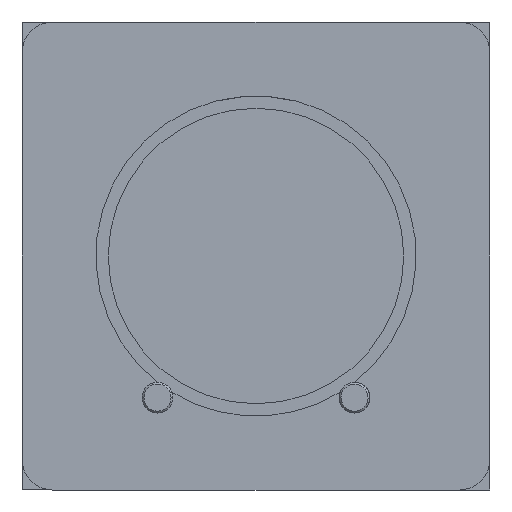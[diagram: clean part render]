
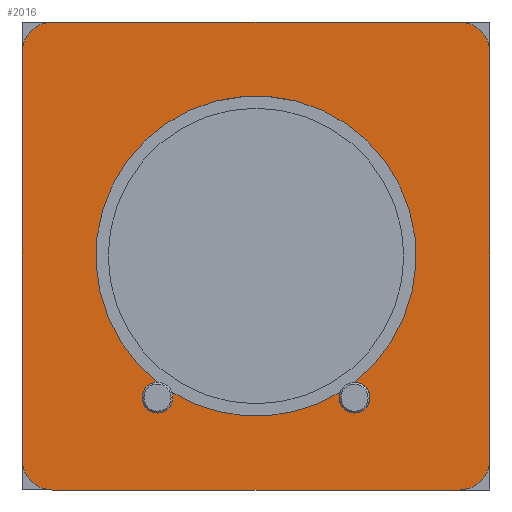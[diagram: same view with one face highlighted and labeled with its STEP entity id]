
A CAD part, front view. The second image highlights one B-rep face of the part: STEP entity #2016.
In plain terms, the highlighted planar face has unit normal (0, -1, 0).
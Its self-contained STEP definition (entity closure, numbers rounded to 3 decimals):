
#19 = ORIENTED_EDGE ( 'NONE', *, *, #2300, .F. ) ;
#22 = CARTESIAN_POINT ( 'NONE',  ( 65.073, -53.64, 6.337 ) ) ;
#128 = EDGE_CURVE ( 'NONE', #959, #1937, #3271, .T. ) ;
#218 = ORIENTED_EDGE ( 'NONE', *, *, #6319, .F. ) ;
#229 = CARTESIAN_POINT ( 'NONE',  ( 32.073, -53.64, -26.663 ) ) ;
#241 = EDGE_CURVE ( 'NONE', #5757, #2297, #1904, .T. ) ;
#617 = CARTESIAN_POINT ( 'NONE',  ( -0.927, -53.64, -59.663 ) ) ;
#622 = CARTESIAN_POINT ( 'NONE',  ( 18.414, -53.64, -48.787 ) ) ;
#773 = LINE ( 'NONE', #4990, #829 ) ;
#829 = VECTOR ( 'NONE', #5036, 1000. ) ;
#959 = VERTEX_POINT ( 'NONE', #6877 ) ;
#1039 = DIRECTION ( 'NONE',  ( 0., -1., 0. ) ) ;
#1107 = EDGE_CURVE ( 'NONE', #2297, #959, #2136, .T. ) ;
#1113 = DIRECTION ( 'NONE',  ( -1., 0., 0. ) ) ;
#1125 = CIRCLE ( 'NONE', #5982, 5. ) ;
#1274 = DIRECTION ( 'NONE',  ( 0., 0., -1. ) ) ;
#1290 = ORIENTED_EDGE ( 'NONE', *, *, #3356, .F. ) ;
#1317 = LINE ( 'NONE', #3686, #7558 ) ;
#1343 = CARTESIAN_POINT ( 'NONE',  ( -0.927, -53.64, -64.663 ) ) ;
#1465 = EDGE_CURVE ( 'NONE', #7645, #1612, #2846, .T. ) ;
#1553 = VERTEX_POINT ( 'NONE', #6864 ) ;
#1594 = CIRCLE ( 'NONE', #6889, 5. ) ;
#1612 = VERTEX_POINT ( 'NONE', #3127 ) ;
#1613 = DIRECTION ( 'NONE',  ( 0., 0., -1. ) ) ;
#1833 = CARTESIAN_POINT ( 'NONE',  ( 45.732, -53.64, -48.787 ) ) ;
#1870 = ORIENTED_EDGE ( 'NONE', *, *, #241, .F. ) ;
#1875 = CARTESIAN_POINT ( 'NONE',  ( -0.927, -53.64, -64.663 ) ) ;
#1904 = CIRCLE ( 'NONE', #4033, 26. ) ;
#1937 = VERTEX_POINT ( 'NONE', #2124 ) ;
#1977 = CIRCLE ( 'NONE', #7717, 5. ) ;
#2016 = ADVANCED_FACE ( 'NONE', ( #8682, #7187 ), #3635, .F. ) ;
#2032 = DIRECTION ( 'NONE',  ( 0., 0., 1. ) ) ;
#2038 = DIRECTION ( 'NONE',  ( 0., 1., 0. ) ) ;
#2124 = CARTESIAN_POINT ( 'NONE',  ( 16.081, -53.64, -47.163 ) ) ;
#2136 = CIRCLE ( 'NONE', #4553, 2.5 ) ;
#2137 = CARTESIAN_POINT ( 'NONE',  ( -0.927, -53.64, 11.337 ) ) ;
#2208 = AXIS2_PLACEMENT_3D ( 'NONE', #3131, #1039, #1613 ) ;
#2218 = DIRECTION ( 'NONE',  ( 0., 0., 1. ) ) ;
#2297 = VERTEX_POINT ( 'NONE', #1833 ) ;
#2300 = EDGE_CURVE ( 'NONE', #4739, #2376, #6235, .T. ) ;
#2355 = VECTOR ( 'NONE', #7897, 1000. ) ;
#2376 = VERTEX_POINT ( 'NONE', #1343 ) ;
#2502 = EDGE_CURVE ( 'NONE', #7552, #7645, #7175, .T. ) ;
#2565 = ORIENTED_EDGE ( 'NONE', *, *, #6188, .F. ) ;
#2614 = ORIENTED_EDGE ( 'NONE', *, *, #1107, .F. ) ;
#2700 = CARTESIAN_POINT ( 'NONE',  ( 16.073, -53.64, -49.663 ) ) ;
#2846 = LINE ( 'NONE', #2137, #2355 ) ;
#2894 = EDGE_CURVE ( 'NONE', #2376, #8942, #1125, .T. ) ;
#2959 = DIRECTION ( 'NONE',  ( 0., 0., 1. ) ) ;
#3019 = CARTESIAN_POINT ( 'NONE',  ( 65.073, -53.64, -59.663 ) ) ;
#3082 = ORIENTED_EDGE ( 'NONE', *, *, #6975, .F. ) ;
#3111 = DIRECTION ( 'NONE',  ( 0., 1., 0. ) ) ;
#3127 = CARTESIAN_POINT ( 'NONE',  ( 65.073, -53.64, 11.337 ) ) ;
#3131 = CARTESIAN_POINT ( 'NONE',  ( 32.073, -53.64, -26.663 ) ) ;
#3245 = AXIS2_PLACEMENT_3D ( 'NONE', #5051, #9363, #2218 ) ;
#3246 = DIRECTION ( 'NONE',  ( 0., 0., 1. ) ) ;
#3271 = CIRCLE ( 'NONE', #2208, 26. ) ;
#3356 = EDGE_CURVE ( 'NONE', #1937, #5757, #4011, .T. ) ;
#3458 = CARTESIAN_POINT ( 'NONE',  ( 48.073, -53.64, -49.663 ) ) ;
#3635 = PLANE ( 'NONE',  #3245 ) ;
#3686 = CARTESIAN_POINT ( 'NONE',  ( -5.927, -53.64, -59.663 ) ) ;
#3696 = VECTOR ( 'NONE', #1113, 1000. ) ;
#4011 = CIRCLE ( 'NONE', #9296, 2.5 ) ;
#4033 = AXIS2_PLACEMENT_3D ( 'NONE', #229, #5334, #8827 ) ;
#4425 = VERTEX_POINT ( 'NONE', #7014 ) ;
#4532 = EDGE_LOOP ( 'NONE', ( #6683, #3082, #8088, #19, #5844, #2565, #218, #8723 ) ) ;
#4553 = AXIS2_PLACEMENT_3D ( 'NONE', #3458, #9142, #1274 ) ;
#4739 = VERTEX_POINT ( 'NONE', #4833 ) ;
#4833 = CARTESIAN_POINT ( 'NONE',  ( 65.073, -53.64, -64.663 ) ) ;
#4990 = CARTESIAN_POINT ( 'NONE',  ( 70.073, -53.64, -59.663 ) ) ;
#5036 = DIRECTION ( 'NONE',  ( 0., 0., -1. ) ) ;
#5051 = CARTESIAN_POINT ( 'NONE',  ( -0.927, -53.64, 6.337 ) ) ;
#5334 = DIRECTION ( 'NONE',  ( 0., -1., 0. ) ) ;
#5757 = VERTEX_POINT ( 'NONE', #622 ) ;
#5844 = ORIENTED_EDGE ( 'NONE', *, *, #9146, .F. ) ;
#5982 = AXIS2_PLACEMENT_3D ( 'NONE', #617, #2038, #3246 ) ;
#5992 = CARTESIAN_POINT ( 'NONE',  ( -0.927, -53.64, 6.337 ) ) ;
#6086 = CARTESIAN_POINT ( 'NONE',  ( -5.927, -53.64, 6.337 ) ) ;
#6188 = EDGE_CURVE ( 'NONE', #1553, #4425, #773, .T. ) ;
#6235 = LINE ( 'NONE', #1875, #3696 ) ;
#6319 = EDGE_CURVE ( 'NONE', #1612, #1553, #1594, .T. ) ;
#6683 = ORIENTED_EDGE ( 'NONE', *, *, #2502, .F. ) ;
#6864 = CARTESIAN_POINT ( 'NONE',  ( 70.073, -53.64, 6.337 ) ) ;
#6877 = CARTESIAN_POINT ( 'NONE',  ( 48.065, -53.64, -47.163 ) ) ;
#6879 = AXIS2_PLACEMENT_3D ( 'NONE', #5992, #8153, #7310 ) ;
#6889 = AXIS2_PLACEMENT_3D ( 'NONE', #22, #9348, #2959 ) ;
#6934 = ORIENTED_EDGE ( 'NONE', *, *, #128, .F. ) ;
#6975 = EDGE_CURVE ( 'NONE', #8942, #7552, #1317, .T. ) ;
#7014 = CARTESIAN_POINT ( 'NONE',  ( 70.073, -53.64, -59.663 ) ) ;
#7049 = DIRECTION ( 'NONE',  ( 0., 0., -1. ) ) ;
#7140 = DIRECTION ( 'NONE',  ( 0., -1., 0. ) ) ;
#7175 = CIRCLE ( 'NONE', #6879, 5. ) ;
#7187 = FACE_OUTER_BOUND ( 'NONE', #4532, .T. ) ;
#7230 = CARTESIAN_POINT ( 'NONE',  ( -5.927, -53.64, -59.663 ) ) ;
#7310 = DIRECTION ( 'NONE',  ( 0., 0., 1. ) ) ;
#7370 = DIRECTION ( 'NONE',  ( 0., 0., 1. ) ) ;
#7552 = VERTEX_POINT ( 'NONE', #6086 ) ;
#7558 = VECTOR ( 'NONE', #2032, 1000. ) ;
#7645 = VERTEX_POINT ( 'NONE', #8421 ) ;
#7717 = AXIS2_PLACEMENT_3D ( 'NONE', #3019, #3111, #7370 ) ;
#7897 = DIRECTION ( 'NONE',  ( 1., 0., 0. ) ) ;
#8088 = ORIENTED_EDGE ( 'NONE', *, *, #2894, .F. ) ;
#8153 = DIRECTION ( 'NONE',  ( 0., 1., 0. ) ) ;
#8421 = CARTESIAN_POINT ( 'NONE',  ( -0.927, -53.64, 11.337 ) ) ;
#8682 = FACE_BOUND ( 'NONE', #9200, .T. ) ;
#8723 = ORIENTED_EDGE ( 'NONE', *, *, #1465, .F. ) ;
#8827 = DIRECTION ( 'NONE',  ( 0., 0., -1. ) ) ;
#8942 = VERTEX_POINT ( 'NONE', #7230 ) ;
#9142 = DIRECTION ( 'NONE',  ( 0., -1., 0. ) ) ;
#9146 = EDGE_CURVE ( 'NONE', #4425, #4739, #1977, .T. ) ;
#9200 = EDGE_LOOP ( 'NONE', ( #6934, #2614, #1870, #1290 ) ) ;
#9296 = AXIS2_PLACEMENT_3D ( 'NONE', #2700, #7140, #7049 ) ;
#9348 = DIRECTION ( 'NONE',  ( 0., 1., 0. ) ) ;
#9363 = DIRECTION ( 'NONE',  ( 0., 1., 0. ) ) ;
